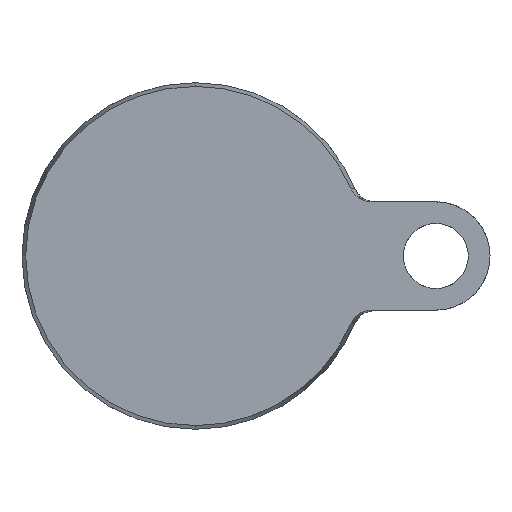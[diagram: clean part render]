
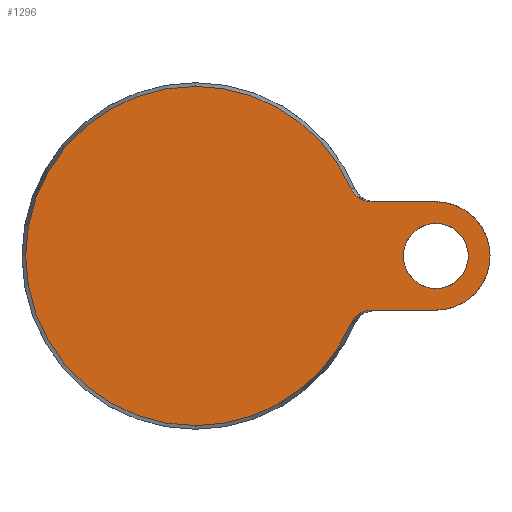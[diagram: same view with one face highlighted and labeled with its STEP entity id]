
A CAD part, front view. The second image highlights one B-rep face of the part: STEP entity #1296.
In plain terms, the highlighted planar face has unit normal (0, -1, 0).
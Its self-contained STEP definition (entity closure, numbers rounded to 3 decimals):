
#15 = AXIS2_PLACEMENT_3D ( 'NONE', #1556, #542, #157 ) ;
#30 = CARTESIAN_POINT ( 'NONE',  ( 37.591, 0., -13.458 ) ) ;
#61 = ORIENTED_EDGE ( 'NONE', *, *, #622, .T. ) ;
#86 = VERTEX_POINT ( 'NONE', #1390 ) ;
#115 = CARTESIAN_POINT ( 'NONE',  ( 35.928, 0., 15.535 ) ) ;
#125 = PLANE ( 'NONE',  #728 ) ;
#133 = CARTESIAN_POINT ( 'NONE',  ( 38.008, 0., 13.187 ) ) ;
#135 = ORIENTED_EDGE ( 'NONE', *, *, #1272, .T. ) ;
#141 = CARTESIAN_POINT ( 'NONE',  ( 0., 0., 0. ) ) ;
#152 = CARTESIAN_POINT ( 'NONE',  ( 36.124, 0., -15.081 ) ) ;
#157 = DIRECTION ( 'NONE',  ( 0., 0., -1. ) ) ;
#162 = DIRECTION ( 'NONE',  ( 0., 1., 0. ) ) ;
#181 = VERTEX_POINT ( 'NONE', #792 ) ;
#183 = EDGE_CURVE ( 'NONE', #445, #1201, #621, .T. ) ;
#218 = CARTESIAN_POINT ( 'NONE',  ( 40.579, 0., 12.5 ) ) ;
#241 = CARTESIAN_POINT ( 'NONE',  ( 36.861, 0., 14.101 ) ) ;
#255 = CARTESIAN_POINT ( 'NONE',  ( 38.221, 0., 13.07 ) ) ;
#296 = CARTESIAN_POINT ( 'NONE',  ( 38.663, 0., -12.866 ) ) ;
#314 = EDGE_CURVE ( 'NONE', #86, #319, #942, .T. ) ;
#319 = VERTEX_POINT ( 'NONE', #575 ) ;
#341 = CARTESIAN_POINT ( 'NONE',  ( 0., 0., 0. ) ) ;
#365 = CARTESIAN_POINT ( 'NONE',  ( 38., 0., -13.192 ) ) ;
#445 = VERTEX_POINT ( 'NONE', #773 ) ;
#500 = CARTESIAN_POINT ( 'NONE',  ( 36.388, 0., 14.659 ) ) ;
#504 = ORIENTED_EDGE ( 'NONE', *, *, #1062, .F. ) ;
#518 = ORIENTED_EDGE ( 'NONE', *, *, #555, .T. ) ;
#530 = B_SPLINE_CURVE_WITH_KNOTS ( 'NONE', 3,
 ( #1140, #152, #891, #1166, #1383, #901, #30, #365, #873, #296, #928, #537, #1291, #543 ),
 .UNSPECIFIED., .F., .F.,
 ( 4, 2, 2, 2, 2, 2, 4 ),
 ( 0., 0.001, 0.002, 0.003, 0.004, 0.004, 0.006 ),
 .UNSPECIFIED. ) ;
#537 = CARTESIAN_POINT ( 'NONE',  ( 39.592, 0., -12.572 ) ) ;
#542 = DIRECTION ( 'NONE',  ( 0., -1., 0. ) ) ;
#543 = CARTESIAN_POINT ( 'NONE',  ( 40.579, 0., -12.5 ) ) ;
#549 = AXIS2_PLACEMENT_3D ( 'NONE', #341, #1580, #1346 ) ;
#551 = AXIS2_PLACEMENT_3D ( 'NONE', #141, #1491, #1366 ) ;
#555 = EDGE_CURVE ( 'NONE', #181, #1341, #1563, .T. ) ;
#558 = CARTESIAN_POINT ( 'NONE',  ( 15., 0., -12.5 ) ) ;
#575 = CARTESIAN_POINT ( 'NONE',  ( 0., 0., 39.143 ) ) ;
#605 = CARTESIAN_POINT ( 'NONE',  ( 55.5, 0., 0. ) ) ;
#621 = CIRCLE ( 'NONE', #15, 39.143 ) ;
#622 = EDGE_CURVE ( 'NONE', #1341, #181, #834, .T. ) ;
#625 = CARTESIAN_POINT ( 'NONE',  ( 37.4, 0., 13.603 ) ) ;
#640 = CARTESIAN_POINT ( 'NONE',  ( 38.897, 0., 12.778 ) ) ;
#663 = DIRECTION ( 'NONE',  ( 0., 1., 0. ) ) ;
#678 = DIRECTION ( 'NONE',  ( 0., 1., 0. ) ) ;
#681 = LINE ( 'NONE', #558, #1055 ) ;
#687 = CARTESIAN_POINT ( 'NONE',  ( 55.5, 0., 0. ) ) ;
#688 = VERTEX_POINT ( 'NONE', #716 ) ;
#716 = CARTESIAN_POINT ( 'NONE',  ( 55.5, 0., -12.5 ) ) ;
#728 = AXIS2_PLACEMENT_3D ( 'NONE', #1504, #663, #1025 ) ;
#732 = CARTESIAN_POINT ( 'NONE',  ( 40.085, 0., 12.5 ) ) ;
#768 = CARTESIAN_POINT ( 'NONE',  ( 37.032, 0., 13.927 ) ) ;
#773 = CARTESIAN_POINT ( 'NONE',  ( 0., 0., -39.143 ) ) ;
#792 = CARTESIAN_POINT ( 'NONE',  ( 55.5, 0., -7.5 ) ) ;
#805 = DIRECTION ( 'NONE',  ( 0., 0., 1. ) ) ;
#830 = CARTESIAN_POINT ( 'NONE',  ( 40.579, 0., -12.5 ) ) ;
#834 = CIRCLE ( 'NONE', #919, 7.5 ) ;
#840 = ORIENTED_EDGE ( 'NONE', *, *, #1194, .T. ) ;
#873 = CARTESIAN_POINT ( 'NONE',  ( 38.218, 0., -13.072 ) ) ;
#891 = CARTESIAN_POINT ( 'NONE',  ( 36.381, 0., -14.668 ) ) ;
#896 = CARTESIAN_POINT ( 'NONE',  ( 55.5, 0., 12.5 ) ) ;
#901 = CARTESIAN_POINT ( 'NONE',  ( 37.397, 0., -13.606 ) ) ;
#917 = CARTESIAN_POINT ( 'NONE',  ( 55.5, 0., 7.5 ) ) ;
#919 = AXIS2_PLACEMENT_3D ( 'NONE', #605, #1212, #1485 ) ;
#920 = ORIENTED_EDGE ( 'NONE', *, *, #1308, .T. ) ;
#928 = CARTESIAN_POINT ( 'NONE',  ( 38.891, 0., -12.781 ) ) ;
#935 = DIRECTION ( 'NONE',  ( 0., 0., -1. ) ) ;
#940 = CARTESIAN_POINT ( 'NONE',  ( 40.579, 0., 12.5 ) ) ;
#942 = CIRCLE ( 'NONE', #549, 39.143 ) ;
#972 = CIRCLE ( 'NONE', #1157, 12.5 ) ;
#1006 = CARTESIAN_POINT ( 'NONE',  ( 38.665, 0., 12.866 ) ) ;
#1010 = ORIENTED_EDGE ( 'NONE', *, *, #183, .T. ) ;
#1013 = FACE_BOUND ( 'NONE', #1411, .T. ) ;
#1025 = DIRECTION ( 'NONE',  ( 0., 0., 1. ) ) ;
#1035 = CARTESIAN_POINT ( 'NONE',  ( 37.598, 0., 13.453 ) ) ;
#1055 = VECTOR ( 'NONE', #1063, 1000. ) ;
#1062 = EDGE_CURVE ( 'NONE', #688, #1447, #681, .T. ) ;
#1063 = DIRECTION ( 'NONE',  ( -1., 0., 0. ) ) ;
#1140 = CARTESIAN_POINT ( 'NONE',  ( 35.928, 0., -15.535 ) ) ;
#1157 = AXIS2_PLACEMENT_3D ( 'NONE', #687, #678, #935 ) ;
#1158 = CARTESIAN_POINT ( 'NONE',  ( 35.928, 0., -15.535 ) ) ;
#1166 = CARTESIAN_POINT ( 'NONE',  ( 36.857, 0., -14.106 ) ) ;
#1194 = EDGE_CURVE ( 'NONE', #1575, #86, #1404, .T. ) ;
#1201 = VERTEX_POINT ( 'NONE', #1158 ) ;
#1212 = DIRECTION ( 'NONE',  ( 0., 1., 0. ) ) ;
#1251 = CIRCLE ( 'NONE', #551, 39.143 ) ;
#1272 = EDGE_CURVE ( 'NONE', #319, #445, #1251, .T. ) ;
#1275 = DIRECTION ( 'NONE',  ( 1., 0., 0. ) ) ;
#1291 = CARTESIAN_POINT ( 'NONE',  ( 40.085, 0., -12.5 ) ) ;
#1296 = ADVANCED_FACE ( 'NONE', ( #1621, #1013 ), #125, .F. ) ;
#1308 = EDGE_CURVE ( 'NONE', #1201, #1447, #530, .T. ) ;
#1310 = LINE ( 'NONE', #1508, #1593 ) ;
#1341 = VERTEX_POINT ( 'NONE', #917 ) ;
#1346 = DIRECTION ( 'NONE',  ( 0., 0., -1. ) ) ;
#1350 = EDGE_CURVE ( 'NONE', #1615, #688, #972, .T. ) ;
#1366 = DIRECTION ( 'NONE',  ( 0., 0., -1. ) ) ;
#1383 = CARTESIAN_POINT ( 'NONE',  ( 37.031, 0., -13.929 ) ) ;
#1390 = CARTESIAN_POINT ( 'NONE',  ( 35.928, 0., 15.535 ) ) ;
#1391 = CARTESIAN_POINT ( 'NONE',  ( 36.124, 0., 15.081 ) ) ;
#1404 = B_SPLINE_CURVE_WITH_KNOTS ( 'NONE', 3,
 ( #218, #732, #1525, #640, #1006, #255, #133, #1035, #625, #768, #241, #500, #1391, #115 ),
 .UNSPECIFIED., .F., .F.,
 ( 4, 2, 2, 2, 2, 2, 4 ),
 ( 0., 0.001, 0.002, 0.003, 0.004, 0.004, 0.006 ),
 .UNSPECIFIED. ) ;
#1406 = CARTESIAN_POINT ( 'NONE',  ( 55.5, 0., 0. ) ) ;
#1411 = EDGE_LOOP ( 'NONE', ( #518, #61 ) ) ;
#1427 = ORIENTED_EDGE ( 'NONE', *, *, #314, .T. ) ;
#1441 = ORIENTED_EDGE ( 'NONE', *, *, #1350, .F. ) ;
#1447 = VERTEX_POINT ( 'NONE', #830 ) ;
#1485 = DIRECTION ( 'NONE',  ( 0., 0., 1. ) ) ;
#1491 = DIRECTION ( 'NONE',  ( 0., -1., 0. ) ) ;
#1504 = CARTESIAN_POINT ( 'NONE',  ( -39.143, 0., 0. ) ) ;
#1508 = CARTESIAN_POINT ( 'NONE',  ( 15., 0., 12.5 ) ) ;
#1517 = ORIENTED_EDGE ( 'NONE', *, *, #1576, .F. ) ;
#1520 = EDGE_LOOP ( 'NONE', ( #1517, #840, #1427, #135, #1010, #920, #504, #1441 ) ) ;
#1525 = CARTESIAN_POINT ( 'NONE',  ( 39.603, 0., 12.57 ) ) ;
#1539 = AXIS2_PLACEMENT_3D ( 'NONE', #1406, #162, #805 ) ;
#1556 = CARTESIAN_POINT ( 'NONE',  ( 0., 0., 0. ) ) ;
#1563 = CIRCLE ( 'NONE', #1539, 7.5 ) ;
#1575 = VERTEX_POINT ( 'NONE', #940 ) ;
#1576 = EDGE_CURVE ( 'NONE', #1575, #1615, #1310, .T. ) ;
#1580 = DIRECTION ( 'NONE',  ( 0., -1., 0. ) ) ;
#1593 = VECTOR ( 'NONE', #1275, 1000. ) ;
#1615 = VERTEX_POINT ( 'NONE', #896 ) ;
#1621 = FACE_OUTER_BOUND ( 'NONE', #1520, .T. ) ;
